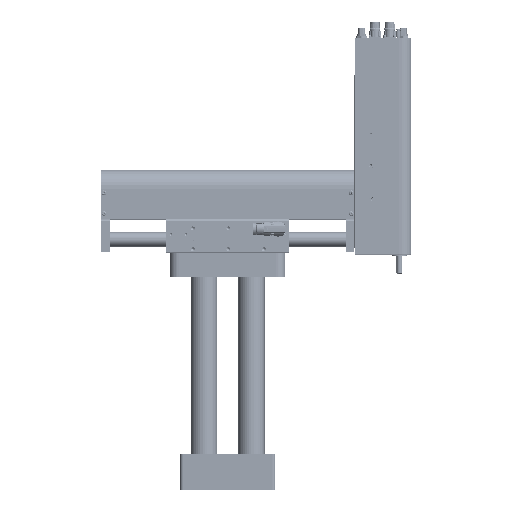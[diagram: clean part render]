
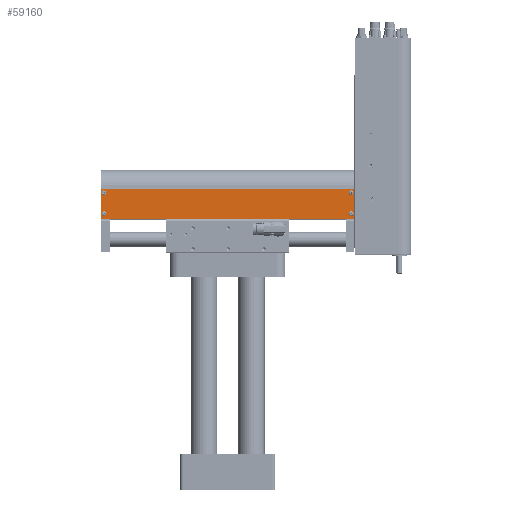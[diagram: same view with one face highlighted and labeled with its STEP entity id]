
A CAD part, top view. The second image highlights one B-rep face of the part: STEP entity #59160.
In plain terms, the highlighted face is planar.
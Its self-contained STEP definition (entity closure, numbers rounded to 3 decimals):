
#4512 = VECTOR ( 'NONE', #205579, 1000. ) ;
#4878 = EDGE_CURVE ( 'NONE', #151465, #75135, #97621, .T. ) ;
#21729 = VERTEX_POINT ( 'NONE', #32390 ) ;
#22038 = DIRECTION ( 'NONE',  ( -1., 0., 0. ) ) ;
#23531 = AXIS2_PLACEMENT_3D ( 'NONE', #126691, #22038, #76755 ) ;
#23964 = CARTESIAN_POINT ( 'NONE',  ( -32., -7., 424.4 ) ) ;
#24714 = VECTOR ( 'NONE', #169841, 1000. ) ;
#27280 = CARTESIAN_POINT ( 'NONE',  ( -32., -42., 7.4 ) ) ;
#29662 = FACE_BOUND ( 'NONE', #101601, .T. ) ;
#32390 = CARTESIAN_POINT ( 'NONE',  ( -32., -42., 424.4 ) ) ;
#32620 = VERTEX_POINT ( 'NONE', #221404 ) ;
#39844 = EDGE_CURVE ( 'NONE', #75135, #214035, #63517, .T. ) ;
#45291 = CARTESIAN_POINT ( 'NONE',  ( -32., 0., 427. ) ) ;
#46715 = FACE_BOUND ( 'NONE', #92944, .T. ) ;
#52086 = VECTOR ( 'NONE', #113586, 1000. ) ;
#59160 = ADVANCED_FACE ( 'NONE', ( #202560, #46715, #116113, #185526, #29662 ), #99033, .F. ) ;
#59494 = CIRCLE ( 'NONE', #222865, 2.4 ) ;
#63517 = LINE ( 'NONE', #83913, #4512 ) ;
#66655 = VECTOR ( 'NONE', #95367, 1000. ) ;
#69238 = DIRECTION ( 'NONE',  ( 0., 0., 1. ) ) ;
#72334 = ORIENTED_EDGE ( 'NONE', *, *, #4878, .T. ) ;
#73357 = EDGE_CURVE ( 'NONE', #32620, #32620, #118658, .T. ) ;
#75135 = VERTEX_POINT ( 'NONE', #192190 ) ;
#76755 = DIRECTION ( 'NONE',  ( 0., 0., 1. ) ) ;
#83913 = CARTESIAN_POINT ( 'NONE',  ( -32., 0., 0. ) ) ;
#85356 = DIRECTION ( 'NONE',  ( 0., 1., 0. ) ) ;
#92510 = CARTESIAN_POINT ( 'NONE',  ( -32., -7., 422. ) ) ;
#92944 = EDGE_LOOP ( 'NONE', ( #176874 ) ) ;
#95367 = DIRECTION ( 'NONE',  ( 0., 0., -1. ) ) ;
#95948 = EDGE_LOOP ( 'NONE', ( #173503, #174642, #189742, #72334 ) ) ;
#97167 = ORIENTED_EDGE ( 'NONE', *, *, #73357, .F. ) ;
#97621 = LINE ( 'NONE', #45291, #66655 ) ;
#99033 = PLANE ( 'NONE',  #130654 ) ;
#101520 = CARTESIAN_POINT ( 'NONE',  ( -32., 0., 427. ) ) ;
#101601 = EDGE_LOOP ( 'NONE', ( #97167 ) ) ;
#103243 = DIRECTION ( 'NONE',  ( -1., 0., 0. ) ) ;
#103319 = VERTEX_POINT ( 'NONE', #147110 ) ;
#108172 = EDGE_CURVE ( 'NONE', #177558, #177558, #59494, .T. ) ;
#111764 = ORIENTED_EDGE ( 'NONE', *, *, #108172, .F. ) ;
#113586 = DIRECTION ( 'NONE',  ( 0., 0., 1. ) ) ;
#114199 = EDGE_LOOP ( 'NONE', ( #111764 ) ) ;
#116113 = FACE_BOUND ( 'NONE', #114199, .T. ) ;
#118658 = CIRCLE ( 'NONE', #122364, 2.4 ) ;
#120846 = EDGE_CURVE ( 'NONE', #148960, #148960, #219654, .T. ) ;
#122364 = AXIS2_PLACEMENT_3D ( 'NONE', #190856, #103243, #69238 ) ;
#126301 = CARTESIAN_POINT ( 'NONE',  ( -32., 0., 427. ) ) ;
#126691 = CARTESIAN_POINT ( 'NONE',  ( -32., -42., 5. ) ) ;
#130654 = AXIS2_PLACEMENT_3D ( 'NONE', #155796, #137609, #85356 ) ;
#133247 = EDGE_LOOP ( 'NONE', ( #163071 ) ) ;
#133874 = DIRECTION ( 'NONE',  ( -1., 0., 0. ) ) ;
#134081 = EDGE_CURVE ( 'NONE', #214035, #103319, #186348, .T. ) ;
#137609 = DIRECTION ( 'NONE',  ( 1., 0., 0. ) ) ;
#147110 = CARTESIAN_POINT ( 'NONE',  ( -32., -51.5, 427. ) ) ;
#147673 = CARTESIAN_POINT ( 'NONE',  ( -32., -51.5, 427. ) ) ;
#148960 = VERTEX_POINT ( 'NONE', #27280 ) ;
#151465 = VERTEX_POINT ( 'NONE', #126301 ) ;
#154951 = LINE ( 'NONE', #101520, #24714 ) ;
#155796 = CARTESIAN_POINT ( 'NONE',  ( -32., 0., 427. ) ) ;
#163071 = ORIENTED_EDGE ( 'NONE', *, *, #120846, .F. ) ;
#169841 = DIRECTION ( 'NONE',  ( 0., -1., 0. ) ) ;
#173503 = ORIENTED_EDGE ( 'NONE', *, *, #39844, .T. ) ;
#173934 = AXIS2_PLACEMENT_3D ( 'NONE', #185122, #133874, #203256 ) ;
#174642 = ORIENTED_EDGE ( 'NONE', *, *, #134081, .T. ) ;
#176726 = DIRECTION ( 'NONE',  ( -1., 0., 0. ) ) ;
#176874 = ORIENTED_EDGE ( 'NONE', *, *, #190527, .F. ) ;
#177558 = VERTEX_POINT ( 'NONE', #23964 ) ;
#185122 = CARTESIAN_POINT ( 'NONE',  ( -32., -42., 422. ) ) ;
#185526 = FACE_BOUND ( 'NONE', #133247, .T. ) ;
#186348 = LINE ( 'NONE', #147673, #52086 ) ;
#189742 = ORIENTED_EDGE ( 'NONE', *, *, #208573, .F. ) ;
#190527 = EDGE_CURVE ( 'NONE', #21729, #21729, #217409, .T. ) ;
#190856 = CARTESIAN_POINT ( 'NONE',  ( -32., -7., 5. ) ) ;
#192190 = CARTESIAN_POINT ( 'NONE',  ( -32., 0., 0. ) ) ;
#202560 = FACE_OUTER_BOUND ( 'NONE', #95948, .T. ) ;
#203256 = DIRECTION ( 'NONE',  ( 0., 0., 1. ) ) ;
#205579 = DIRECTION ( 'NONE',  ( 0., -1., 0. ) ) ;
#208573 = EDGE_CURVE ( 'NONE', #151465, #103319, #154951, .T. ) ;
#210831 = DIRECTION ( 'NONE',  ( 0., 0., 1. ) ) ;
#214035 = VERTEX_POINT ( 'NONE', #214802 ) ;
#214802 = CARTESIAN_POINT ( 'NONE',  ( -32., -51.5, 0. ) ) ;
#217409 = CIRCLE ( 'NONE', #173934, 2.4 ) ;
#219654 = CIRCLE ( 'NONE', #23531, 2.4 ) ;
#221404 = CARTESIAN_POINT ( 'NONE',  ( -32., -7., 7.4 ) ) ;
#222865 = AXIS2_PLACEMENT_3D ( 'NONE', #92510, #176726, #210831 ) ;
